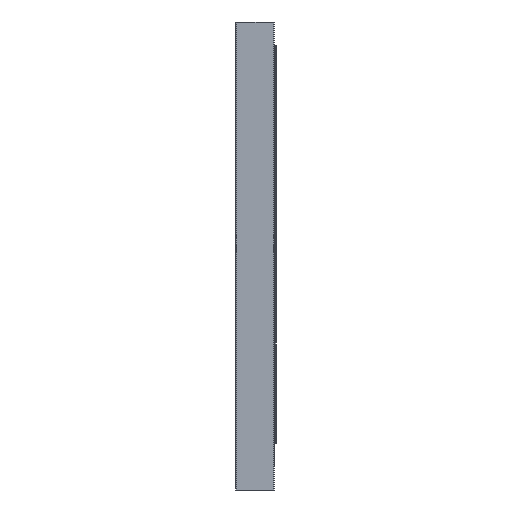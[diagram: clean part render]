
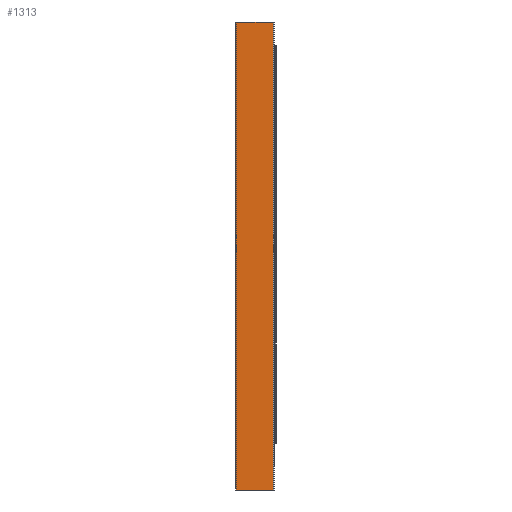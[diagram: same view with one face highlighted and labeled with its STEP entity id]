
A CAD part, front view. The second image highlights one B-rep face of the part: STEP entity #1313.
In plain terms, the highlighted planar face has unit normal (0, -1, 0).
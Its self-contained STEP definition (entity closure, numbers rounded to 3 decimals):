
#469 = VERTEX_POINT ( 'NONE', #1815 ) ;
#625 = DIRECTION ( 'NONE',  ( 0., 0., 1. ) ) ;
#949 = VERTEX_POINT ( 'NONE', #3053 ) ;
#1003 = LINE ( 'NONE', #1421, #1782 ) ;
#1265 = CARTESIAN_POINT ( 'NONE',  ( 0.5, -40., 0. ) ) ;
#1281 = EDGE_CURVE ( 'NONE', #5347, #2132, #1003, .T. ) ;
#1313 = ADVANCED_FACE ( 'NONE', ( #2202 ), #6715, .T. ) ;
#1377 = DIRECTION ( 'NONE',  ( 1., 0., 0. ) ) ;
#1418 = EDGE_CURVE ( 'NONE', #469, #949, #1686, .T. ) ;
#1421 = CARTESIAN_POINT ( 'NONE',  ( 0.5, -40., -300. ) ) ;
#1686 = LINE ( 'NONE', #1265, #5338 ) ;
#1727 = CARTESIAN_POINT ( 'NONE',  ( 24.2, -40., -300. ) ) ;
#1782 = VECTOR ( 'NONE', #3275, 1000. ) ;
#1815 = CARTESIAN_POINT ( 'NONE',  ( 0.5, -40., 0. ) ) ;
#2132 = VERTEX_POINT ( 'NONE', #5359 ) ;
#2202 = FACE_OUTER_BOUND ( 'NONE', #6993, .T. ) ;
#2382 = AXIS2_PLACEMENT_3D ( 'NONE', #3992, #6135, #2760 ) ;
#2760 = DIRECTION ( 'NONE',  ( 0., 0., -1. ) ) ;
#3053 = CARTESIAN_POINT ( 'NONE',  ( 24.2, -40., 0. ) ) ;
#3275 = DIRECTION ( 'NONE',  ( 1., 0., 0. ) ) ;
#3841 = VECTOR ( 'NONE', #4564, 1000. ) ;
#3992 = CARTESIAN_POINT ( 'NONE',  ( 0.5, -40., -300. ) ) ;
#4426 = EDGE_CURVE ( 'NONE', #2132, #949, #4628, .T. ) ;
#4564 = DIRECTION ( 'NONE',  ( 0., 0., 1. ) ) ;
#4567 = VECTOR ( 'NONE', #625, 1000. ) ;
#4628 = LINE ( 'NONE', #1727, #4567 ) ;
#4674 = LINE ( 'NONE', #5808, #3841 ) ;
#4770 = ORIENTED_EDGE ( 'NONE', *, *, #1418, .F. ) ;
#5285 = EDGE_CURVE ( 'NONE', #5347, #469, #4674, .T. ) ;
#5338 = VECTOR ( 'NONE', #1377, 1000. ) ;
#5347 = VERTEX_POINT ( 'NONE', #6580 ) ;
#5359 = CARTESIAN_POINT ( 'NONE',  ( 24.2, -40., -300. ) ) ;
#5808 = CARTESIAN_POINT ( 'NONE',  ( 0.5, -40., -300. ) ) ;
#6135 = DIRECTION ( 'NONE',  ( 0., -1., 0. ) ) ;
#6195 = ORIENTED_EDGE ( 'NONE', *, *, #4426, .T. ) ;
#6580 = CARTESIAN_POINT ( 'NONE',  ( 0.5, -40., -300. ) ) ;
#6715 = PLANE ( 'NONE',  #2382 ) ;
#6805 = ORIENTED_EDGE ( 'NONE', *, *, #5285, .F. ) ;
#6993 = EDGE_LOOP ( 'NONE', ( #4770, #6805, #7331, #6195 ) ) ;
#7331 = ORIENTED_EDGE ( 'NONE', *, *, #1281, .T. ) ;
